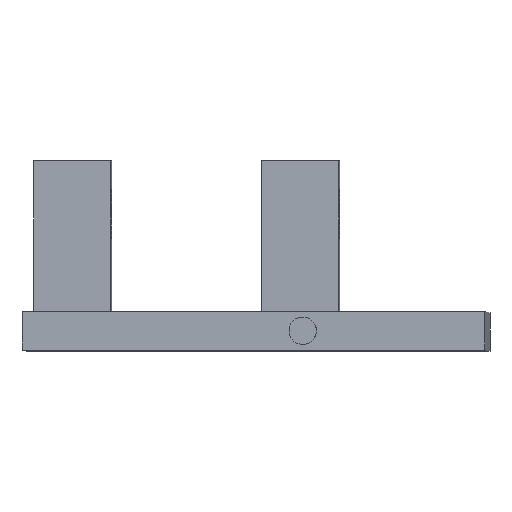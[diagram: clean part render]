
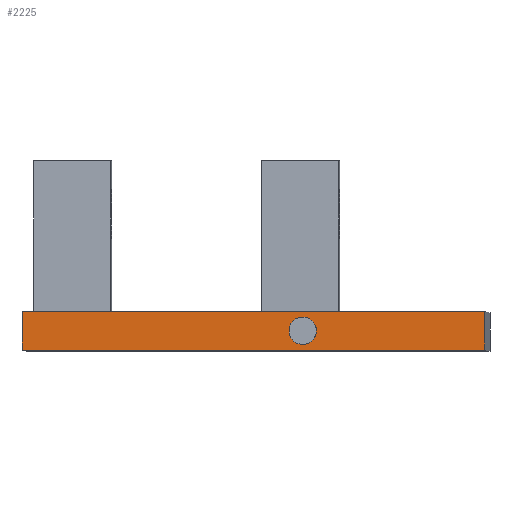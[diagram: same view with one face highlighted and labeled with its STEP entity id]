
A CAD part, top view. The second image highlights one B-rep face of the part: STEP entity #2225.
In plain terms, the highlighted face is planar.
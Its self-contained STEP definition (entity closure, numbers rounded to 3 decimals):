
#40 = EDGE_LOOP ( 'NONE', ( #2144, #2158, #2148, #2150 ) ) ;
#87 = EDGE_LOOP ( 'NONE', ( #2155, #2138 ) ) ;
#171 = PLANE ( 'NONE',  #2497 ) ;
#176 = CARTESIAN_POINT ( 'NONE',  ( 0., 25.4, 0. ) ) ;
#209 = DIRECTION ( 'NONE',  ( -1., 0., 0. ) ) ;
#212 = DIRECTION ( 'NONE',  ( 0., 0., -1. ) ) ;
#325 = VERTEX_POINT ( 'NONE', #1635 ) ;
#375 = VERTEX_POINT ( 'NONE', #588 ) ;
#442 = VERTEX_POINT ( 'NONE', #568 ) ;
#444 = VERTEX_POINT ( 'NONE', #549 ) ;
#448 = VERTEX_POINT ( 'NONE', #561 ) ;
#450 = VERTEX_POINT ( 'NONE', #545 ) ;
#545 = CARTESIAN_POINT ( 'NONE',  ( 304.8, 25.4, 0. ) ) ;
#549 = CARTESIAN_POINT ( 'NONE',  ( 304.8, 0., 0. ) ) ;
#561 = CARTESIAN_POINT ( 'NONE',  ( 0., 0., 0. ) ) ;
#568 = CARTESIAN_POINT ( 'NONE',  ( 0., 25.4, 0. ) ) ;
#588 = CARTESIAN_POINT ( 'NONE',  ( 190.25, 12.7, 0. ) ) ;
#619 = DIRECTION ( 'NONE',  ( 1., 0., 0. ) ) ;
#746 = CARTESIAN_POINT ( 'NONE',  ( 304.8, 25.4, 0. ) ) ;
#749 = DIRECTION ( 'NONE',  ( 1., 0., 0. ) ) ;
#764 = CARTESIAN_POINT ( 'NONE',  ( 0., 0., 0. ) ) ;
#780 = DIRECTION ( 'NONE',  ( 1., 0., 0. ) ) ;
#801 = CARTESIAN_POINT ( 'NONE',  ( 0., 25.4, 0. ) ) ;
#805 = DIRECTION ( 'NONE',  ( 0., -1., 0. ) ) ;
#897 = VECTOR ( 'NONE', #749, 1000. ) ;
#900 = LINE ( 'NONE', #801, #897 ) ;
#983 = VECTOR ( 'NONE', #780, 1000. ) ;
#985 = LINE ( 'NONE', #764, #983 ) ;
#989 = VECTOR ( 'NONE', #805, 1000. ) ;
#1002 = LINE ( 'NONE', #746, #989 ) ;
#1030 = LINE ( 'NONE', #1701, #1031 ) ;
#1031 = VECTOR ( 'NONE', #1716, 1000. ) ;
#1561 = EDGE_CURVE ( 'NONE', #442, #450, #900, .T. ) ;
#1571 = EDGE_CURVE ( 'NONE', #448, #444, #985, .T. ) ;
#1582 = EDGE_CURVE ( 'NONE', #450, #444, #1002, .T. ) ;
#1603 = EDGE_CURVE ( 'NONE', #442, #448, #1030, .T. ) ;
#1626 = DIRECTION ( 'NONE',  ( 0., 0., 1. ) ) ;
#1635 = CARTESIAN_POINT ( 'NONE',  ( 179.75, 12.7, 0. ) ) ;
#1701 = CARTESIAN_POINT ( 'NONE',  ( 0., 25.4, 0. ) ) ;
#1716 = DIRECTION ( 'NONE',  ( 0., -1., 0. ) ) ;
#1966 = EDGE_CURVE ( 'NONE', #325, #375, #2348, .T. ) ;
#2040 = EDGE_CURVE ( 'NONE', #375, #325, #2393, .T. ) ;
#2138 = ORIENTED_EDGE ( 'NONE', *, *, #1966, .F. ) ;
#2144 = ORIENTED_EDGE ( 'NONE', *, *, #1571, .T. ) ;
#2148 = ORIENTED_EDGE ( 'NONE', *, *, #1561, .F. ) ;
#2150 = ORIENTED_EDGE ( 'NONE', *, *, #1603, .T. ) ;
#2155 = ORIENTED_EDGE ( 'NONE', *, *, #2040, .F. ) ;
#2158 = ORIENTED_EDGE ( 'NONE', *, *, #1582, .F. ) ;
#2225 = ADVANCED_FACE ( 'NONE', ( #2537, #2536 ), #171, .F. ) ;
#2348 = CIRCLE ( 'NONE', #2458, 5.25 ) ;
#2393 = CIRCLE ( 'NONE', #2470, 5.25 ) ;
#2458 = AXIS2_PLACEMENT_3D ( 'NONE', #2887, #1626, #619 ) ;
#2470 = AXIS2_PLACEMENT_3D ( 'NONE', #2901, #2933, #2900 ) ;
#2497 = AXIS2_PLACEMENT_3D ( 'NONE', #176, #212, #209 ) ;
#2536 = FACE_OUTER_BOUND ( 'NONE', #40, .T. ) ;
#2537 = FACE_BOUND ( 'NONE', #87, .T. ) ;
#2887 = CARTESIAN_POINT ( 'NONE',  ( 185., 12.7, 0. ) ) ;
#2900 = DIRECTION ( 'NONE',  ( 1., 0., 0. ) ) ;
#2901 = CARTESIAN_POINT ( 'NONE',  ( 185., 12.7, 0. ) ) ;
#2933 = DIRECTION ( 'NONE',  ( 0., 0., 1. ) ) ;
